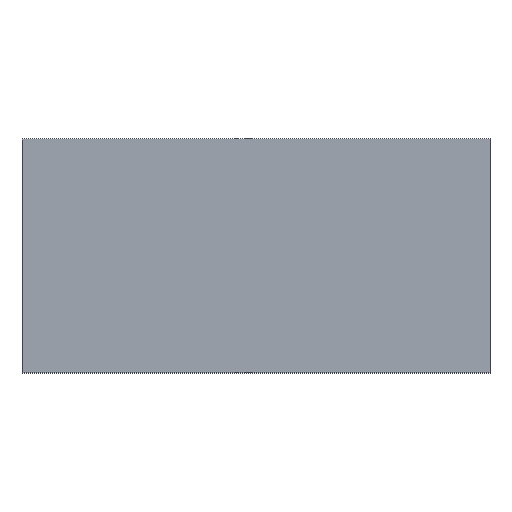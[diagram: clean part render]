
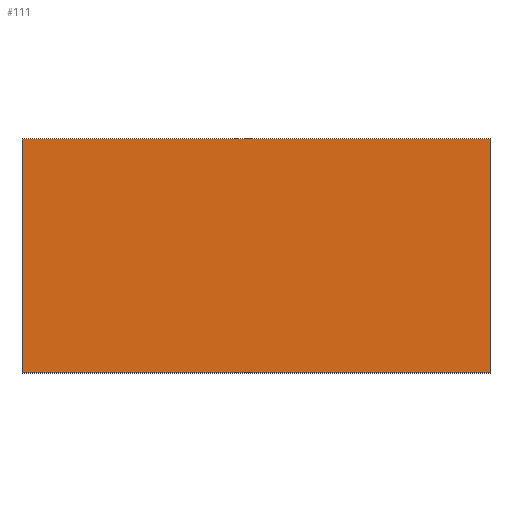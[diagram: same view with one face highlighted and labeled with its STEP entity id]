
A CAD part, top view. The second image highlights one B-rep face of the part: STEP entity #111.
In plain terms, the highlighted planar face has unit normal (0, 0, 1).
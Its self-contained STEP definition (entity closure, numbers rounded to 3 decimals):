
#1 = EDGE_LOOP ( 'NONE', ( #65, #39, #172, #14 ) ) ;
#2 = EDGE_CURVE ( 'NONE', #82, #98, #143, .T. ) ;
#6 = CARTESIAN_POINT ( 'NONE',  ( 1000., 500., 8. ) ) ;
#8 = CARTESIAN_POINT ( 'NONE',  ( -1000., 500., 8. ) ) ;
#9 = VERTEX_POINT ( 'NONE', #6 ) ;
#14 = ORIENTED_EDGE ( 'NONE', *, *, #66, .F. ) ;
#15 = VECTOR ( 'NONE', #49, 1000. ) ;
#18 = CARTESIAN_POINT ( 'NONE',  ( 1000., 0., 8. ) ) ;
#29 = CARTESIAN_POINT ( 'NONE',  ( 1000., -500., 8. ) ) ;
#30 = VECTOR ( 'NONE', #182, 1000. ) ;
#33 = CARTESIAN_POINT ( 'NONE',  ( -1000., 0., 8. ) ) ;
#39 = ORIENTED_EDGE ( 'NONE', *, *, #53, .F. ) ;
#46 = LINE ( 'NONE', #147, #109 ) ;
#49 = DIRECTION ( 'NONE',  ( 0., -1., 0. ) ) ;
#51 = DIRECTION ( 'NONE',  ( 1., 0., 0. ) ) ;
#52 = DIRECTION ( 'NONE',  ( 0., 0., 1. ) ) ;
#53 = EDGE_CURVE ( 'NONE', #98, #9, #46, .T. ) ;
#62 = EDGE_CURVE ( 'NONE', #9, #153, #70, .T. ) ;
#65 = ORIENTED_EDGE ( 'NONE', *, *, #62, .F. ) ;
#66 = EDGE_CURVE ( 'NONE', #153, #82, #134, .T. ) ;
#68 = PLANE ( 'NONE',  #99 ) ;
#70 = LINE ( 'NONE', #18, #15 ) ;
#77 = DIRECTION ( 'NONE',  ( 1., 0., 0. ) ) ;
#82 = VERTEX_POINT ( 'NONE', #198 ) ;
#98 = VERTEX_POINT ( 'NONE', #8 ) ;
#99 = AXIS2_PLACEMENT_3D ( 'NONE', #149, #52, #77 ) ;
#109 = VECTOR ( 'NONE', #51, 1000. ) ;
#111 = ADVANCED_FACE ( 'NONE', ( #116 ), #68, .T. ) ;
#116 = FACE_OUTER_BOUND ( 'NONE', #1, .T. ) ;
#134 = LINE ( 'NONE', #164, #156 ) ;
#143 = LINE ( 'NONE', #33, #30 ) ;
#147 = CARTESIAN_POINT ( 'NONE',  ( 0., 500., 8. ) ) ;
#149 = CARTESIAN_POINT ( 'NONE',  ( 0., 0., 8. ) ) ;
#153 = VERTEX_POINT ( 'NONE', #29 ) ;
#156 = VECTOR ( 'NONE', #161, 1000. ) ;
#161 = DIRECTION ( 'NONE',  ( -1., 0., 0. ) ) ;
#164 = CARTESIAN_POINT ( 'NONE',  ( 0., -500., 8. ) ) ;
#172 = ORIENTED_EDGE ( 'NONE', *, *, #2, .F. ) ;
#182 = DIRECTION ( 'NONE',  ( 0., 1., 0. ) ) ;
#198 = CARTESIAN_POINT ( 'NONE',  ( -1000., -500., 8. ) ) ;
